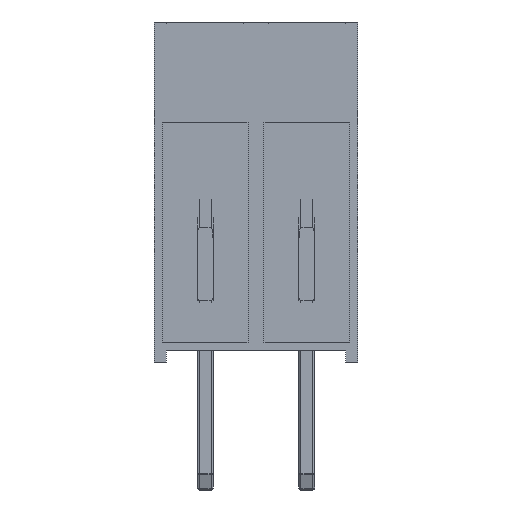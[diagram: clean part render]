
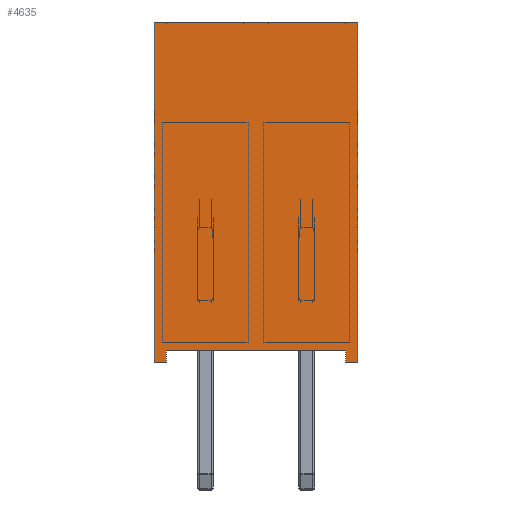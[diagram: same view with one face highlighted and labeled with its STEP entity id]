
A CAD part, left-side view. The second image highlights one B-rep face of the part: STEP entity #4635.
In plain terms, the highlighted planar face has unit normal (-1, 0, 0).
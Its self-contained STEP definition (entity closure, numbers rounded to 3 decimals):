
#662=FACE_OUTER_BOUND('',#952,.T.);
#952=EDGE_LOOP('',(#3012,#3013,#3014,#3015,#3016,#3017,#3018,#3019));
#1274=LINE('',#7223,#1622);
#1275=LINE('',#7226,#1623);
#1277=LINE('',#7230,#1625);
#1278=LINE('',#7232,#1626);
#1279=LINE('',#7234,#1627);
#1280=LINE('',#7236,#1628);
#1281=LINE('',#7238,#1629);
#1282=LINE('',#7239,#1630);
#1622=VECTOR('',#5626,10.);
#1623=VECTOR('',#5629,10.);
#1625=VECTOR('',#5633,10.);
#1626=VECTOR('',#5634,10.);
#1627=VECTOR('',#5635,10.);
#1628=VECTOR('',#5636,10.);
#1629=VECTOR('',#5637,10.);
#1630=VECTOR('',#5638,10.);
#1968=VERTEX_POINT('',#7219);
#1969=VERTEX_POINT('',#7221);
#1970=VERTEX_POINT('',#7225);
#1971=VERTEX_POINT('',#7229);
#1972=VERTEX_POINT('',#7231);
#1973=VERTEX_POINT('',#7233);
#1974=VERTEX_POINT('',#7235);
#1975=VERTEX_POINT('',#7237);
#2346=EDGE_CURVE('',#1968,#1969,#1274,.T.);
#2347=EDGE_CURVE('',#1970,#1968,#1275,.T.);
#2349=EDGE_CURVE('',#1969,#1971,#1277,.T.);
#2350=EDGE_CURVE('',#1971,#1972,#1278,.T.);
#2351=EDGE_CURVE('',#1972,#1973,#1279,.T.);
#2352=EDGE_CURVE('',#1973,#1974,#1280,.T.);
#2353=EDGE_CURVE('',#1975,#1974,#1281,.T.);
#2354=EDGE_CURVE('',#1970,#1975,#1282,.T.);
#3012=ORIENTED_EDGE('',*,*,#2349,.T.);
#3013=ORIENTED_EDGE('',*,*,#2350,.T.);
#3014=ORIENTED_EDGE('',*,*,#2351,.T.);
#3015=ORIENTED_EDGE('',*,*,#2352,.T.);
#3016=ORIENTED_EDGE('',*,*,#2353,.F.);
#3017=ORIENTED_EDGE('',*,*,#2354,.F.);
#3018=ORIENTED_EDGE('',*,*,#2347,.T.);
#3019=ORIENTED_EDGE('',*,*,#2346,.T.);
#4306=PLANE('',#4979);
#4635=ADVANCED_FACE('',(#662),#4306,.T.);
#4979=AXIS2_PLACEMENT_3D('',#7228,#5631,#5632);
#5626=DIRECTION('',(0.,0.,1.));
#5629=DIRECTION('',(0.,-1.,0.));
#5631=DIRECTION('center_axis',(-1.,0.,0.));
#5632=DIRECTION('ref_axis',(0.,-1.,0.));
#5633=DIRECTION('',(0.,-1.,0.));
#5634=DIRECTION('',(0.,0.,-1.));
#5635=DIRECTION('',(0.,-1.,0.));
#5636=DIRECTION('',(0.,0.,1.));
#5637=DIRECTION('',(0.,-1.,0.));
#5638=DIRECTION('',(0.,0.,1.));
#7219=CARTESIAN_POINT('',(-1.27,3.51,0.));
#7221=CARTESIAN_POINT('',(-1.27,3.51,0.3));
#7223=CARTESIAN_POINT('',(-1.27,3.51,0.));
#7225=CARTESIAN_POINT('',(-1.27,3.81,0.));
#7226=CARTESIAN_POINT('',(-1.27,3.81,0.));
#7228=CARTESIAN_POINT('Origin',(-1.27,1.27,0.));
#7229=CARTESIAN_POINT('',(-1.27,-0.97,0.3));
#7230=CARTESIAN_POINT('',(-1.27,1.27,0.3));
#7231=CARTESIAN_POINT('',(-1.27,-0.97,0.));
#7232=CARTESIAN_POINT('',(-1.27,-0.97,0.));
#7233=CARTESIAN_POINT('',(-1.27,-1.27,0.));
#7234=CARTESIAN_POINT('',(-1.27,1.27,0.));
#7235=CARTESIAN_POINT('',(-1.27,-1.27,8.5));
#7236=CARTESIAN_POINT('',(-1.27,-1.27,0.));
#7237=CARTESIAN_POINT('',(-1.27,3.81,8.5));
#7238=CARTESIAN_POINT('',(-1.27,3.81,8.5));
#7239=CARTESIAN_POINT('',(-1.27,3.81,0.));
